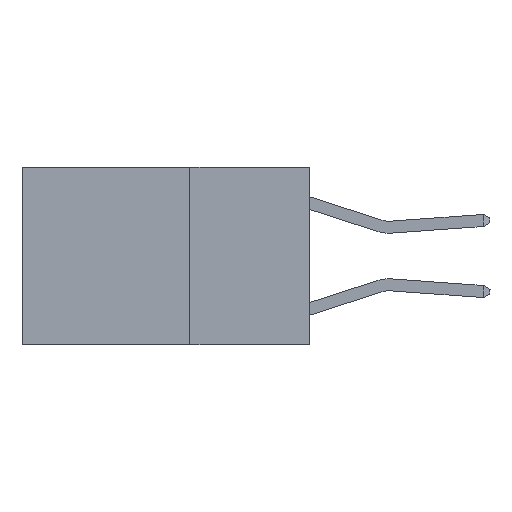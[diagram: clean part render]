
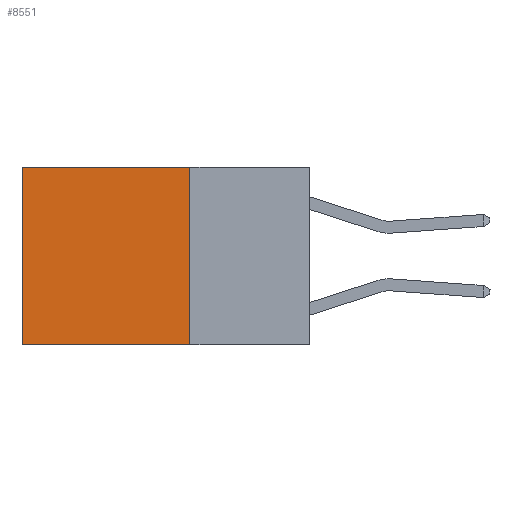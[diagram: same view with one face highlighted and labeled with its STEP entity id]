
A CAD part, left-side view. The second image highlights one B-rep face of the part: STEP entity #8551.
In plain terms, the highlighted planar face has unit normal (-1, 0, 0).
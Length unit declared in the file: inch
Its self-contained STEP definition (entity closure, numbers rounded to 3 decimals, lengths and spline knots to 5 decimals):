
#1369 = CARTESIAN_POINT ( 'NONE',  ( 0.2625, 0.6, -0.37 ) ) ;
#1803 = VECTOR ( 'NONE', #3078, 39.37008 ) ;
#2005 = EDGE_CURVE ( 'NONE', #5624, #3924, #2294, .T. ) ;
#2252 = EDGE_CURVE ( 'NONE', #17997, #3924, #12637, .T. ) ;
#2294 = LINE ( 'NONE', #17727, #15305 ) ;
#3078 = DIRECTION ( 'NONE',  ( 0., 0., -1. ) ) ;
#3388 = FACE_OUTER_BOUND ( 'NONE', #8548, .T. ) ;
#3924 = VERTEX_POINT ( 'NONE', #1369 ) ;
#4969 = CARTESIAN_POINT ( 'NONE',  ( 0.2625, 0.25, 0. ) ) ;
#5459 = ORIENTED_EDGE ( 'NONE', *, *, #2252, .F. ) ;
#5624 = VERTEX_POINT ( 'NONE', #7784 ) ;
#7527 = LINE ( 'NONE', #13595, #9581 ) ;
#7769 = ORIENTED_EDGE ( 'NONE', *, *, #2005, .T. ) ;
#7784 = CARTESIAN_POINT ( 'NONE',  ( 0.2625, 0.6, 0. ) ) ;
#8548 = EDGE_LOOP ( 'NONE', ( #7769, #5459, #8890, #11033 ) ) ;
#8551 = ADVANCED_FACE ( 'NONE', ( #3388 ), #9595, .F. ) ;
#8890 = ORIENTED_EDGE ( 'NONE', *, *, #11850, .F. ) ;
#8930 = EDGE_CURVE ( 'NONE', #16279, #5624, #7527, .T. ) ;
#9423 = CARTESIAN_POINT ( 'NONE',  ( 0.2625, 0.25, -0.37 ) ) ;
#9570 = CARTESIAN_POINT ( 'NONE',  ( 0.2625, 0.25, -0.37 ) ) ;
#9581 = VECTOR ( 'NONE', #12077, 39.37008 ) ;
#9595 = PLANE ( 'NONE',  #12892 ) ;
#9978 = DIRECTION ( 'NONE',  ( 0., 0., -1. ) ) ;
#10853 = LINE ( 'NONE', #17080, #1803 ) ;
#11033 = ORIENTED_EDGE ( 'NONE', *, *, #8930, .T. ) ;
#11850 = EDGE_CURVE ( 'NONE', #16279, #17997, #10853, .T. ) ;
#12077 = DIRECTION ( 'NONE',  ( 0., 1., 0. ) ) ;
#12637 = LINE ( 'NONE', #9423, #18526 ) ;
#12892 = AXIS2_PLACEMENT_3D ( 'NONE', #17273, #18750, #14519 ) ;
#13595 = CARTESIAN_POINT ( 'NONE',  ( 0.2625, 0.25, 0. ) ) ;
#14519 = DIRECTION ( 'NONE',  ( 0., 0., -1. ) ) ;
#15305 = VECTOR ( 'NONE', #9978, 39.37008 ) ;
#16279 = VERTEX_POINT ( 'NONE', #4969 ) ;
#17080 = CARTESIAN_POINT ( 'NONE',  ( 0.2625, 0.25, 0. ) ) ;
#17273 = CARTESIAN_POINT ( 'NONE',  ( 0.2625, 0.25, 0. ) ) ;
#17727 = CARTESIAN_POINT ( 'NONE',  ( 0.2625, 0.6, 0. ) ) ;
#17997 = VERTEX_POINT ( 'NONE', #9570 ) ;
#18526 = VECTOR ( 'NONE', #18687, 39.37008 ) ;
#18687 = DIRECTION ( 'NONE',  ( 0., 1., 0. ) ) ;
#18750 = DIRECTION ( 'NONE',  ( 1., 0., 0. ) ) ;
